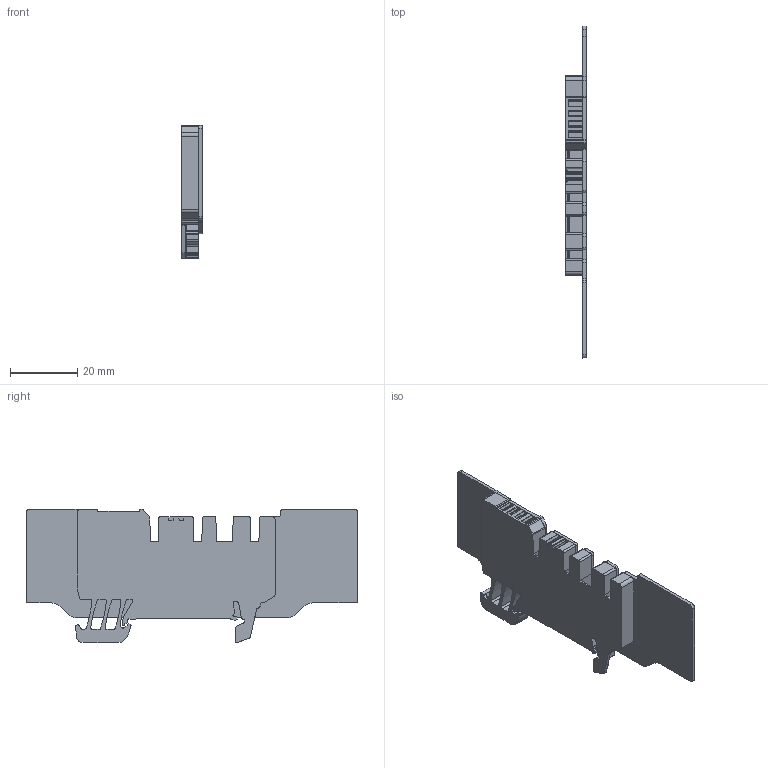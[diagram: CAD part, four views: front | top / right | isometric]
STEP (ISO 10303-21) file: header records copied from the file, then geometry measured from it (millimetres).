
FILE_DESCRIPTION(('CATIA V5 STEP Exchange','CAx-IF Rec.Pracs.--- Model Styling and Organization---1.4--- 2014-01-23'),'2;1');
FILE_NAME ('023109-2_2', '2023-07-18T07:56:25+00:00', ('none'), ('Weidmueller'), 'CATIA Version 5-6 Release 2016 SP3 HF44', 'CATIA V5 STEP AP214', 'none');
FILE_SCHEMA(('AUTOMOTIVE_DESIGN { 1 0 10303 214 1 1 1 1 }'));
Length unit declared in the file: millimetre
Products named in the file (1): 1836370000
Bounding box: 6.1 x 99 x 39.7 mm (x, y, z)
Volume: 10886.2 mm3; surface area: 12737.8 mm2
Topology: 3 solids, 3 shells, 563 faces, 1674 edges, 1110 vertices
Faces by surface type: plane 309, cylinder 242, torus 9, sphere 2, bspline 1
Entity records: 18511 total; most frequent: CARTESIAN_POINT 3837, ORIENTED_EDGE 3342, DIRECTION 2556, EDGE_CURVE 1671, VECTOR 1170, LINE 1170, VERTEX_POINT 1110, AXIS2_PLACEMENT_3D 915
